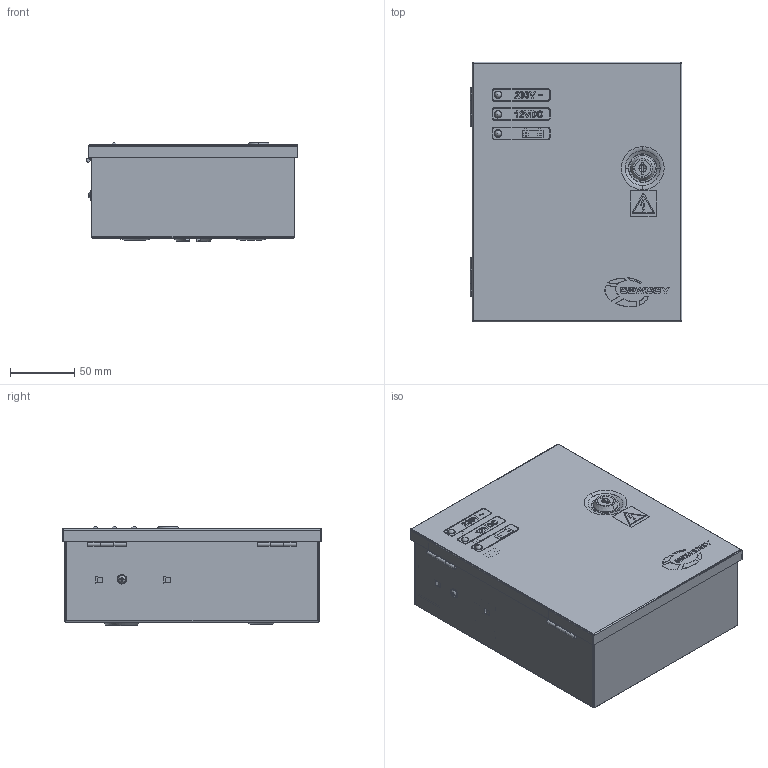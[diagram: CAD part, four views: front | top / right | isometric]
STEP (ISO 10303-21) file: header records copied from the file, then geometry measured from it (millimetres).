
FILE_DESCRIPTION (( 'STEP AP214' ), '1' );
FILE_NAME ('AD1203SR_STPALL.STEP', '2024-07-26T08:43:54', ( '' ), ( '' ), 'SwSTEP 2.0', 'SolidWorks 2020', '' );
FILE_SCHEMA (( 'AUTOMOTIVE_DESIGN' ));
Length unit declared in the file: millimetre
Products named in the file (27): Parte 3 Deviatore a Rotella Panasonic AM5; EP0180-LED 5MM_ORANGE; ELEC AD1203R1_PS1203; CAM LOCK S; PRT_MP1380-LOWER CASING PS1203_PS1203-FOND; Deviatore a Rotella Panasonic AM5_FERME; EP0180-LED 5MM_VERT; S4B-XH-A; Parte 1 Deviatore a Rotella Panasonic AM5; PRT_MP1381-LID PS1203_PS1203-COUVERCLE; 1751400BIS_1ANG; Parte 2 Deviatore a Rotella Panasonic AM5; HB-9500_5P; 1751400BIS; CAPOT DE PROTECTION AD1203R1_NV PCB; Parte 4 Deviatore a Rotella Panasonic AM5; ISO 7045 - M3 x 6 - Z --- 6S_ISO 7045 - M3 x 6 - Z --- 6S; AD1203SR_STPALL; B2B-XH-A; PCB LEDS_NV PCB; ELEC AD1203R_PS1203; BT CONTACT; Mascon 2P 4mm; 1751400BIS_2ANG; PCB DE SIGNALISATION 3 LEDS_NV PCB; DIN 967 - M3 x 5 - Z --- 4N_DIN 967 - M3 x 5 - Z --- 4N; ISO 7045 - M3 x 4 - Z - 4S_ISO 7045 - M3 x 4 - Z - 4S
Assembly tree (29 placements, depth 4):
  AD1203SR_STPALL
    PRT_MP1380-LOWER CASING PS1203_PS1203-FOND
    CAM LOCK S
    ELEC AD1203R_PS1203
      HB-9500_5P
      Mascon 2P 4mm
      ISO 7045 - M3 x 6 - Z --- 6S_ISO 7045 - M3 x 6 - Z --- 6S  x2
      1751400BIS
        1751400BIS_2ANG
        1751400BIS_1ANG
      BT CONTACT
      ELEC AD1203R1_PS1203
      CAPOT DE PROTECTION AD1203R1_NV PCB
      B2B-XH-A
    PRT_MP1381-LID PS1203_PS1203-COUVERCLE
    PCB DE SIGNALISATION 3 LEDS_NV PCB
      PCB LEDS_NV PCB
      EP0180-LED 5MM_VERT  x2
      EP0180-LED 5MM_ORANGE
      ISO 7045 - M3 x 4 - Z - 4S_ISO 7045 - M3 x 4 - Z - 4S  x2
      S4B-XH-A
    DIN 967 - M3 x 5 - Z --- 4N_DIN 967 - M3 x 5 - Z --- 4N
    Deviatore a Rotella Panasonic AM5_FERME
      Parte 1 Deviatore a Rotella Panasonic AM5
      Parte 2 Deviatore a Rotella Panasonic AM5
      Parte 3 Deviatore a Rotella Panasonic AM5
      Parte 4 Deviatore a Rotella Panasonic AM5
Bounding box: 164.7 x 202 x 77.15 mm (x, y, z)
Volume: 144081.1 mm3; surface area: 320102.9 mm2
Topology: 38 solids, 38 shells, 3068 faces, 8456 edges, 5693 vertices
Faces by surface type: plane 1884, cylinder 569, bspline 272, cone 227, torus 97, sphere 19
Entity records: 118327 total; most frequent: CARTESIAN_POINT 33618, ORIENTED_EDGE 15834, DIRECTION 13584, EDGE_CURVE 7917, VERTEX_POINT 5370, LINE 5310, VECTOR 5310, AXIS2_PLACEMENT_3D 4137
